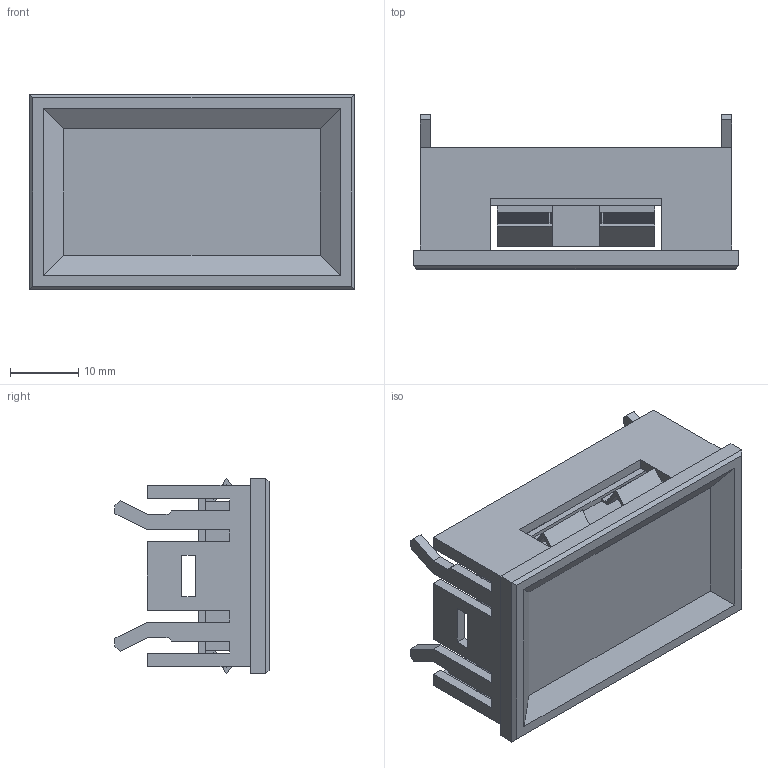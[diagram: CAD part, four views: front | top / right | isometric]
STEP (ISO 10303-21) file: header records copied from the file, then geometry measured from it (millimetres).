
FILE_DESCRIPTION(/* description */ (''),/* implementation_level */ '2;1');
FILE_NAME(/* name */ 'Volt Meter v1.step',/* time_stamp */ '2024-04-01T12:53:31+10:00',/* author */ (''),/* organization */ (''),/* preprocessor_version */ 'ST-DEVELOPER v20',/* originating_system */ 'Autodesk Translation Framework v12.20.1.177',/* authorisation */ '');
FILE_SCHEMA (('AUTOMOTIVE_DESIGN { 1 0 10303 214 3 1 1 }'));
Length unit declared in the file: millimetre
Products named in the file (1): Volt Meter
Bounding box: 47.5 x 22.5 x 28.5 mm (x, y, z)
Volume: 8147.3 mm3; surface area: 11299.3 mm2
Topology: 8 solids, 8 shells, 279 faces, 788 edges, 524 vertices
Faces by surface type: plane 239, cylinder 40
Entity records: 8966 total; most frequent: CARTESIAN_POINT 1592, ORIENTED_EDGE 1576, DIRECTION 1428, EDGE_CURVE 788, LINE 708, VECTOR 708, VERTEX_POINT 524, AXIS2_PLACEMENT_3D 360
